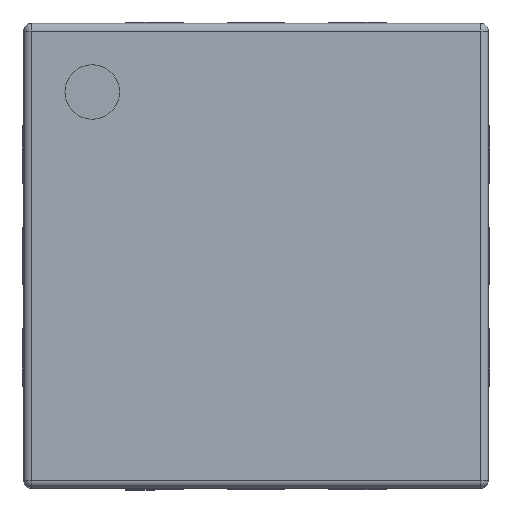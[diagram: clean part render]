
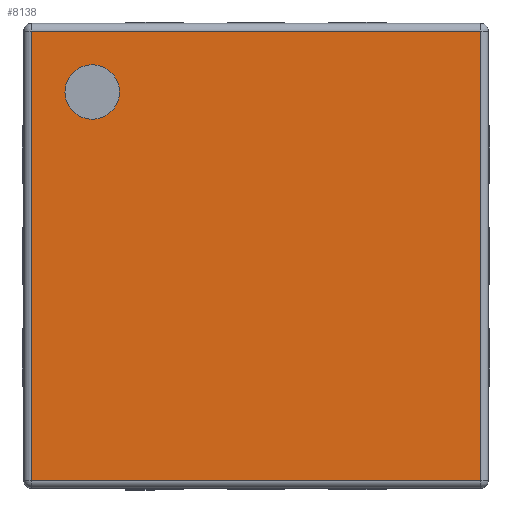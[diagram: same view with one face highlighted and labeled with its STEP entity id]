
A CAD part, top view. The second image highlights one B-rep face of the part: STEP entity #8138.
In plain terms, the highlighted planar face has unit normal (0, 0, 1).
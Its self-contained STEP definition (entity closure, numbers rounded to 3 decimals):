
#2413 = CYLINDRICAL_SURFACE('',#2414,0.05);
#2414 = AXIS2_PLACEMENT_3D('',#2415,#2416,#2417);
#2415 = CARTESIAN_POINT('',(-1.44,-1.44,0.83));
#2416 = DIRECTION('',(0.,1.,0.));
#2417 = DIRECTION('',(-1.,0.,0.));
#6828 = VERTEX_POINT('',#6829);
#6829 = CARTESIAN_POINT('',(-1.44,-1.44,0.88));
#6849 = EDGE_CURVE('',#6828,#6850,#6852,.T.);
#6850 = VERTEX_POINT('',#6851);
#6851 = CARTESIAN_POINT('',(-1.44,1.44,0.88));
#6852 = SURFACE_CURVE('',#6853,(#6857,#6864),.PCURVE_S1.);
#6853 = LINE('',#6854,#6855);
#6854 = CARTESIAN_POINT('',(-1.44,-1.44,0.88));
#6855 = VECTOR('',#6856,1.);
#6856 = DIRECTION('',(0.,1.,0.));
#6857 = PCURVE('',#2413,#6858);
#6858 = DEFINITIONAL_REPRESENTATION('',(#6859),#6863);
#6859 = LINE('',#6860,#6861);
#6860 = CARTESIAN_POINT('',(1.571,0.));
#6861 = VECTOR('',#6862,1.);
#6862 = DIRECTION('',(0.,1.));
#6863 = ( GEOMETRIC_REPRESENTATION_CONTEXT(2) 
PARAMETRIC_REPRESENTATION_CONTEXT() REPRESENTATION_CONTEXT('2D SPACE',''
  ) );
#6864 = PCURVE('',#6865,#6870);
#6865 = PLANE('',#6866);
#6866 = AXIS2_PLACEMENT_3D('',#6867,#6868,#6869);
#6867 = CARTESIAN_POINT('',(-1.49,-1.49,0.88));
#6868 = DIRECTION('',(0.,0.,1.));
#6869 = DIRECTION('',(1.,0.,0.));
#6870 = DEFINITIONAL_REPRESENTATION('',(#6871),#6875);
#6871 = LINE('',#6872,#6873);
#6872 = CARTESIAN_POINT('',(0.05,0.05));
#6873 = VECTOR('',#6874,1.);
#6874 = DIRECTION('',(0.,1.));
#6875 = ( GEOMETRIC_REPRESENTATION_CONTEXT(2) 
PARAMETRIC_REPRESENTATION_CONTEXT() REPRESENTATION_CONTEXT('2D SPACE',''
  ) );
#7085 = CYLINDRICAL_SURFACE('',#7086,0.05);
#7086 = AXIS2_PLACEMENT_3D('',#7087,#7088,#7089);
#7087 = CARTESIAN_POINT('',(-1.49,-1.44,0.83));
#7088 = DIRECTION('',(1.,0.,0.));
#7089 = DIRECTION('',(0.,-1.,0.));
#7436 = CYLINDRICAL_SURFACE('',#7437,0.05);
#7437 = AXIS2_PLACEMENT_3D('',#7438,#7439,#7440);
#7438 = CARTESIAN_POINT('',(-1.49,1.44,0.83));
#7439 = DIRECTION('',(1.,0.,0.));
#7440 = DIRECTION('',(0.,1.,0.));
#7762 = CYLINDRICAL_SURFACE('',#7763,0.05);
#7763 = AXIS2_PLACEMENT_3D('',#7764,#7765,#7766);
#7764 = CARTESIAN_POINT('',(1.44,-1.44,0.83));
#7765 = DIRECTION('',(0.,1.,0.));
#7766 = DIRECTION('',(0.,0.,1.));
#8138 = ADVANCED_FACE('',(#8139,#8209),#6865,.T.);
#8139 = FACE_BOUND('',#8140,.T.);
#8140 = EDGE_LOOP('',(#8141,#8164,#8187,#8208));
#8141 = ORIENTED_EDGE('',*,*,#8142,.T.);
#8142 = EDGE_CURVE('',#6828,#8143,#8145,.T.);
#8143 = VERTEX_POINT('',#8144);
#8144 = CARTESIAN_POINT('',(1.44,-1.44,0.88));
#8145 = SURFACE_CURVE('',#8146,(#8150,#8157),.PCURVE_S1.);
#8146 = LINE('',#8147,#8148);
#8147 = CARTESIAN_POINT('',(-1.49,-1.44,0.88));
#8148 = VECTOR('',#8149,1.);
#8149 = DIRECTION('',(1.,0.,0.));
#8150 = PCURVE('',#6865,#8151);
#8151 = DEFINITIONAL_REPRESENTATION('',(#8152),#8156);
#8152 = LINE('',#8153,#8154);
#8153 = CARTESIAN_POINT('',(0.,0.05));
#8154 = VECTOR('',#8155,1.);
#8155 = DIRECTION('',(1.,0.));
#8156 = ( GEOMETRIC_REPRESENTATION_CONTEXT(2) 
PARAMETRIC_REPRESENTATION_CONTEXT() REPRESENTATION_CONTEXT('2D SPACE',''
  ) );
#8157 = PCURVE('',#7085,#8158);
#8158 = DEFINITIONAL_REPRESENTATION('',(#8159),#8163);
#8159 = LINE('',#8160,#8161);
#8160 = CARTESIAN_POINT('',(-1.571,0.));
#8161 = VECTOR('',#8162,1.);
#8162 = DIRECTION('',(-0.,1.));
#8163 = ( GEOMETRIC_REPRESENTATION_CONTEXT(2) 
PARAMETRIC_REPRESENTATION_CONTEXT() REPRESENTATION_CONTEXT('2D SPACE',''
  ) );
#8164 = ORIENTED_EDGE('',*,*,#8165,.T.);
#8165 = EDGE_CURVE('',#8143,#8166,#8168,.T.);
#8166 = VERTEX_POINT('',#8167);
#8167 = CARTESIAN_POINT('',(1.44,1.44,0.88));
#8168 = SURFACE_CURVE('',#8169,(#8173,#8180),.PCURVE_S1.);
#8169 = LINE('',#8170,#8171);
#8170 = CARTESIAN_POINT('',(1.44,-1.44,0.88));
#8171 = VECTOR('',#8172,1.);
#8172 = DIRECTION('',(0.,1.,0.));
#8173 = PCURVE('',#6865,#8174);
#8174 = DEFINITIONAL_REPRESENTATION('',(#8175),#8179);
#8175 = LINE('',#8176,#8177);
#8176 = CARTESIAN_POINT('',(2.93,0.05));
#8177 = VECTOR('',#8178,1.);
#8178 = DIRECTION('',(0.,1.));
#8179 = ( GEOMETRIC_REPRESENTATION_CONTEXT(2) 
PARAMETRIC_REPRESENTATION_CONTEXT() REPRESENTATION_CONTEXT('2D SPACE',''
  ) );
#8180 = PCURVE('',#7762,#8181);
#8181 = DEFINITIONAL_REPRESENTATION('',(#8182),#8186);
#8182 = LINE('',#8183,#8184);
#8183 = CARTESIAN_POINT('',(0.,0.));
#8184 = VECTOR('',#8185,1.);
#8185 = DIRECTION('',(0.,1.));
#8186 = ( GEOMETRIC_REPRESENTATION_CONTEXT(2) 
PARAMETRIC_REPRESENTATION_CONTEXT() REPRESENTATION_CONTEXT('2D SPACE',''
  ) );
#8187 = ORIENTED_EDGE('',*,*,#8188,.F.);
#8188 = EDGE_CURVE('',#6850,#8166,#8189,.T.);
#8189 = SURFACE_CURVE('',#8190,(#8194,#8201),.PCURVE_S1.);
#8190 = LINE('',#8191,#8192);
#8191 = CARTESIAN_POINT('',(-1.49,1.44,0.88));
#8192 = VECTOR('',#8193,1.);
#8193 = DIRECTION('',(1.,0.,0.));
#8194 = PCURVE('',#6865,#8195);
#8195 = DEFINITIONAL_REPRESENTATION('',(#8196),#8200);
#8196 = LINE('',#8197,#8198);
#8197 = CARTESIAN_POINT('',(0.,2.93));
#8198 = VECTOR('',#8199,1.);
#8199 = DIRECTION('',(1.,0.));
#8200 = ( GEOMETRIC_REPRESENTATION_CONTEXT(2) 
PARAMETRIC_REPRESENTATION_CONTEXT() REPRESENTATION_CONTEXT('2D SPACE',''
  ) );
#8201 = PCURVE('',#7436,#8202);
#8202 = DEFINITIONAL_REPRESENTATION('',(#8203),#8207);
#8203 = LINE('',#8204,#8205);
#8204 = CARTESIAN_POINT('',(1.571,0.));
#8205 = VECTOR('',#8206,1.);
#8206 = DIRECTION('',(0.,1.));
#8207 = ( GEOMETRIC_REPRESENTATION_CONTEXT(2) 
PARAMETRIC_REPRESENTATION_CONTEXT() REPRESENTATION_CONTEXT('2D SPACE',''
  ) );
#8208 = ORIENTED_EDGE('',*,*,#6849,.F.);
#8209 = FACE_BOUND('',#8210,.T.);
#8210 = EDGE_LOOP('',(#8211));
#8211 = ORIENTED_EDGE('',*,*,#8212,.F.);
#8212 = EDGE_CURVE('',#8213,#8213,#8215,.T.);
#8213 = VERTEX_POINT('',#8214);
#8214 = CARTESIAN_POINT('',(-0.875,-1.05,0.88));
#8215 = SURFACE_CURVE('',#8216,(#8221,#8228),.PCURVE_S1.);
#8216 = CIRCLE('',#8217,0.175);
#8217 = AXIS2_PLACEMENT_3D('',#8218,#8219,#8220);
#8218 = CARTESIAN_POINT('',(-1.05,-1.05,0.88));
#8219 = DIRECTION('',(0.,0.,1.));
#8220 = DIRECTION('',(1.,0.,0.));
#8221 = PCURVE('',#6865,#8222);
#8222 = DEFINITIONAL_REPRESENTATION('',(#8223),#8227);
#8223 = CIRCLE('',#8224,0.175);
#8224 = AXIS2_PLACEMENT_2D('',#8225,#8226);
#8225 = CARTESIAN_POINT('',(0.44,0.44));
#8226 = DIRECTION('',(1.,0.));
#8227 = ( GEOMETRIC_REPRESENTATION_CONTEXT(2) 
PARAMETRIC_REPRESENTATION_CONTEXT() REPRESENTATION_CONTEXT('2D SPACE',''
  ) );
#8228 = PCURVE('',#8229,#8234);
#8229 = CYLINDRICAL_SURFACE('',#8230,0.175);
#8230 = AXIS2_PLACEMENT_3D('',#8231,#8232,#8233);
#8231 = CARTESIAN_POINT('',(-1.05,-1.05,0.88));
#8232 = DIRECTION('',(-0.,-0.,-1.));
#8233 = DIRECTION('',(1.,0.,0.));
#8234 = DEFINITIONAL_REPRESENTATION('',(#8235),#8239);
#8235 = LINE('',#8236,#8237);
#8236 = CARTESIAN_POINT('',(-0.,0.));
#8237 = VECTOR('',#8238,1.);
#8238 = DIRECTION('',(-1.,0.));
#8239 = ( GEOMETRIC_REPRESENTATION_CONTEXT(2) 
PARAMETRIC_REPRESENTATION_CONTEXT() REPRESENTATION_CONTEXT('2D SPACE',''
  ) );
